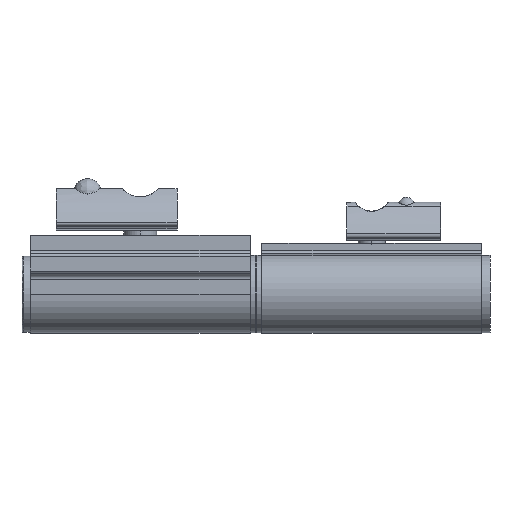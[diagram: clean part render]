
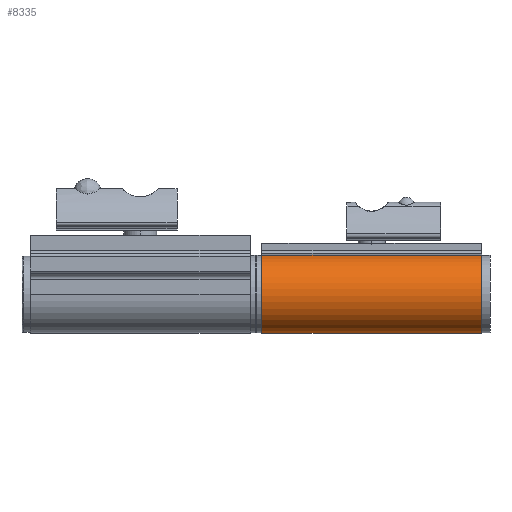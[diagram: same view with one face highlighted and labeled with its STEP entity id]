
A CAD part, left-side view. The second image highlights one B-rep face of the part: STEP entity #8335.
In plain terms, the highlighted cylindrical face has radius 7.1 mm (diameter 14.2 mm), a partial arc.
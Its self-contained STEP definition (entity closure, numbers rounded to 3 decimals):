
#606 = DIRECTION ( 'NONE',  ( 0., 0., -1. ) ) ;
#661 = CIRCLE ( 'NONE', #3117, 7.1 ) ;
#705 = CARTESIAN_POINT ( 'NONE',  ( 26.9, 83.6, -10.7 ) ) ;
#930 = ORIENTED_EDGE ( 'NONE', *, *, #5660, .F. ) ;
#1051 = VERTEX_POINT ( 'NONE', #3171 ) ;
#1103 = EDGE_CURVE ( 'NONE', #8107, #1641, #6061, .T. ) ;
#1126 = ORIENTED_EDGE ( 'NONE', *, *, #1103, .T. ) ;
#1641 = VERTEX_POINT ( 'NONE', #8799 ) ;
#1649 = ORIENTED_EDGE ( 'NONE', *, *, #4472, .T. ) ;
#2269 = DIRECTION ( 'NONE',  ( 0., 0., -1. ) ) ;
#2394 = EDGE_LOOP ( 'NONE', ( #930, #1649, #4978, #1126 ) ) ;
#2456 = CARTESIAN_POINT ( 'NONE',  ( 26.9, 43.6, -10.7 ) ) ;
#3011 = VECTOR ( 'NONE', #3193, 1000. ) ;
#3117 = AXIS2_PLACEMENT_3D ( 'NONE', #5613, #9257, #606 ) ;
#3171 = CARTESIAN_POINT ( 'NONE',  ( 27.462, 83.6, -3.622 ) ) ;
#3193 = DIRECTION ( 'NONE',  ( 0., -1., 0. ) ) ;
#3425 = VERTEX_POINT ( 'NONE', #5964 ) ;
#3847 = FACE_OUTER_BOUND ( 'NONE', #2394, .T. ) ;
#3972 = CARTESIAN_POINT ( 'NONE',  ( 27.462, 83.6, -3.622 ) ) ;
#4079 = CARTESIAN_POINT ( 'NONE',  ( 27.462, 43.6, -3.622 ) ) ;
#4472 = EDGE_CURVE ( 'NONE', #3425, #1051, #661, .T. ) ;
#4671 = LINE ( 'NONE', #3972, #3011 ) ;
#4916 = DIRECTION ( 'NONE',  ( 0., -1., 0. ) ) ;
#4978 = ORIENTED_EDGE ( 'NONE', *, *, #8730, .T. ) ;
#5613 = CARTESIAN_POINT ( 'NONE',  ( 26.9, 83.6, -10.7 ) ) ;
#5660 = EDGE_CURVE ( 'NONE', #3425, #1641, #6802, .T. ) ;
#5964 = CARTESIAN_POINT ( 'NONE',  ( 26.9, 83.6, -17.8 ) ) ;
#6061 = CIRCLE ( 'NONE', #7627, 7.1 ) ;
#6220 = AXIS2_PLACEMENT_3D ( 'NONE', #705, #6578, #2269 ) ;
#6578 = DIRECTION ( 'NONE',  ( 0., -1., 0. ) ) ;
#6720 = DIRECTION ( 'NONE',  ( 0., 1., 0. ) ) ;
#6802 = LINE ( 'NONE', #7109, #8326 ) ;
#7109 = CARTESIAN_POINT ( 'NONE',  ( 26.9, 83.6, -17.8 ) ) ;
#7476 = DIRECTION ( 'NONE',  ( 0., 0., -1. ) ) ;
#7627 = AXIS2_PLACEMENT_3D ( 'NONE', #2456, #6720, #7476 ) ;
#8107 = VERTEX_POINT ( 'NONE', #4079 ) ;
#8326 = VECTOR ( 'NONE', #4916, 1000. ) ;
#8335 = ADVANCED_FACE ( 'NONE', ( #3847 ), #8452, .T. ) ;
#8452 = CYLINDRICAL_SURFACE ( 'NONE', #6220, 7.1 ) ;
#8730 = EDGE_CURVE ( 'NONE', #1051, #8107, #4671, .T. ) ;
#8799 = CARTESIAN_POINT ( 'NONE',  ( 26.9, 43.6, -17.8 ) ) ;
#9257 = DIRECTION ( 'NONE',  ( 0., -1., 0. ) ) ;
